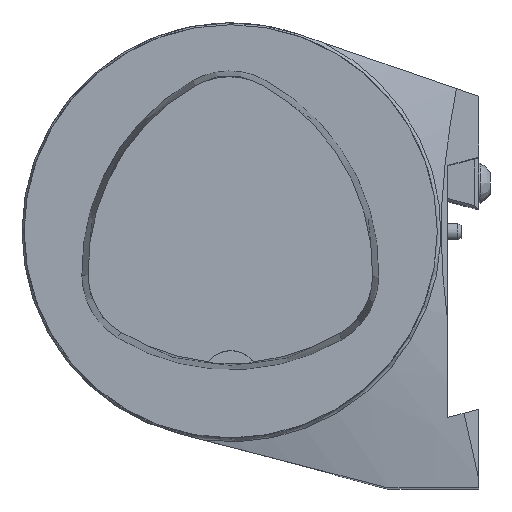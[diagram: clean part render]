
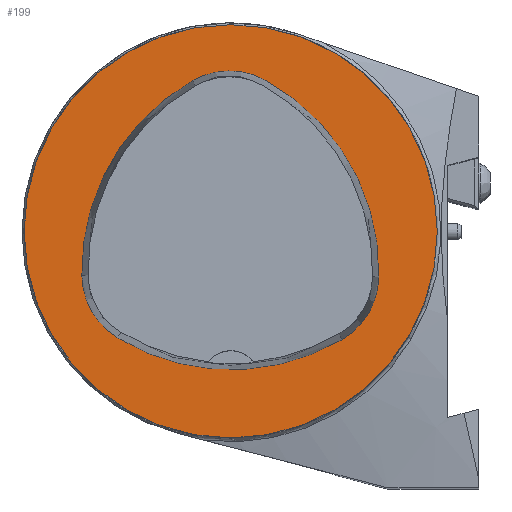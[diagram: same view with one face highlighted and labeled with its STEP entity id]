
A CAD part, top view. The second image highlights one B-rep face of the part: STEP entity #199.
In plain terms, the highlighted planar face has unit normal (0, 0, 1).
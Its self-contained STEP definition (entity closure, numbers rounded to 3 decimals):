
#199=ADVANCED_FACE('',(#526,#527),#269,.T.);
#269=PLANE('',#1506);
#526=FACE_BOUND('',#609,.T.);
#527=FACE_BOUND('',#610,.T.);
#609=EDGE_LOOP('',(#920,#921,#922,#923,#924,#925));
#610=EDGE_LOOP('',(#926));
#920=ORIENTED_EDGE('',*,*,#1309,.T.);
#921=ORIENTED_EDGE('',*,*,#1289,.T.);
#922=ORIENTED_EDGE('',*,*,#1293,.T.);
#923=ORIENTED_EDGE('',*,*,#1296,.T.);
#924=ORIENTED_EDGE('',*,*,#1299,.T.);
#925=ORIENTED_EDGE('',*,*,#1307,.T.);
#926=ORIENTED_EDGE('',*,*,#1197,.F.);
#1065=VERTEX_POINT('',#2026);
#1127=VERTEX_POINT('',#2271);
#1128=VERTEX_POINT('',#2272);
#1131=VERTEX_POINT('',#2280);
#1133=VERTEX_POINT('',#2286);
#1135=VERTEX_POINT('',#2292);
#1142=VERTEX_POINT('',#2313);
#1197=EDGE_CURVE('',#1065,#1065,#1351,.T.);
#1289=EDGE_CURVE('',#1127,#1128,#1359,.T.);
#1293=EDGE_CURVE('',#1128,#1131,#1361,.T.);
#1296=EDGE_CURVE('',#1131,#1133,#1363,.T.);
#1299=EDGE_CURVE('',#1133,#1135,#1365,.T.);
#1307=EDGE_CURVE('',#1135,#1142,#1369,.T.);
#1309=EDGE_CURVE('',#1142,#1127,#1371,.T.);
#1351=CIRCLE('',#1437,50.);
#1359=CIRCLE('',#1484,53.);
#1361=CIRCLE('',#1487,18.);
#1363=CIRCLE('',#1490,53.);
#1365=CIRCLE('',#1493,18.);
#1369=CIRCLE('',#1498,53.);
#1371=CIRCLE('',#1501,18.);
#1437=AXIS2_PLACEMENT_3D('',#2025,#1621,#1622);
#1484=AXIS2_PLACEMENT_3D('',#2270,#1774,#1775);
#1487=AXIS2_PLACEMENT_3D('',#2279,#1782,#1783);
#1490=AXIS2_PLACEMENT_3D('',#2285,#1789,#1790);
#1493=AXIS2_PLACEMENT_3D('',#2291,#1796,#1797);
#1498=AXIS2_PLACEMENT_3D('',#2314,#1808,#1809);
#1501=AXIS2_PLACEMENT_3D('',#2317,#1814,#1815);
#1506=AXIS2_PLACEMENT_3D('',#2322,#1824,#1825);
#1621=DIRECTION('',(0.,0.,-1.));
#1622=DIRECTION('',(-1.,0.,0.));
#1774=DIRECTION('',(0.,0.,-1.));
#1775=DIRECTION('',(-1.,0.,0.));
#1782=DIRECTION('',(0.,0.,-1.));
#1783=DIRECTION('',(-1.,0.,0.));
#1789=DIRECTION('',(0.,0.,-1.));
#1790=DIRECTION('',(-1.,0.,0.));
#1796=DIRECTION('',(0.,0.,-1.));
#1797=DIRECTION('',(-1.,0.,0.));
#1808=DIRECTION('',(0.,0.,-1.));
#1809=DIRECTION('',(-1.,0.,0.));
#1814=DIRECTION('',(0.,0.,-1.));
#1815=DIRECTION('',(-1.,0.,0.));
#1824=DIRECTION('',(0.,0.,1.));
#1825=DIRECTION('',(1.,0.,0.));
#2025=CARTESIAN_POINT('',(0.,0.,0.));
#2026=CARTESIAN_POINT('',(-50.,0.,0.));
#2270=CARTESIAN_POINT('',(16.978,-9.621,0.));
#2271=CARTESIAN_POINT('',(-36.009,-10.801,0.));
#2272=CARTESIAN_POINT('',(-9.238,36.441,0.));
#2279=CARTESIAN_POINT('',(-0.334,20.797,0.));
#2280=CARTESIAN_POINT('',(8.312,36.585,0.));
#2285=CARTESIAN_POINT('',(-17.147,-9.9,0.));
#2286=CARTESIAN_POINT('',(35.839,-11.094,0.));
#2291=CARTESIAN_POINT('',(17.844,-10.688,0.));
#2292=CARTESIAN_POINT('',(26.94,-26.221,0.));
#2313=CARTESIAN_POINT('',(-27.358,-25.784,0.));
#2314=CARTESIAN_POINT('',(0.157,19.514,0.));
#2317=CARTESIAN_POINT('',(-18.013,-10.4,0.));
#2322=CARTESIAN_POINT('',(0.,0.,0.));
